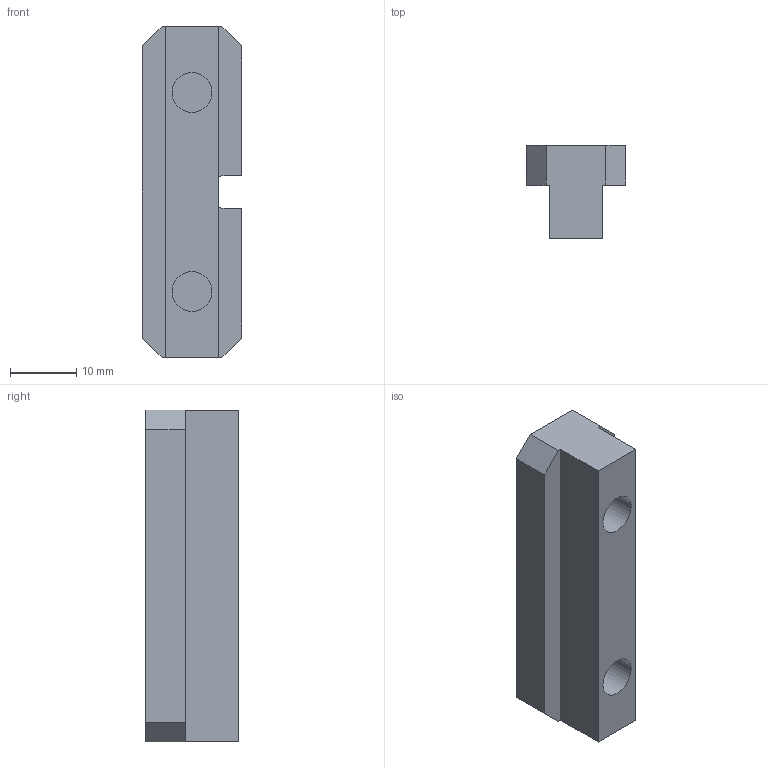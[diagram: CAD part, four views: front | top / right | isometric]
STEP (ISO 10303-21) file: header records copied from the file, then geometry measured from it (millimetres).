
FILE_DESCRIPTION(('STEP AP214'),'1');
FILE_NAME('ce en T.stp','2021-04-23T08:56:18',(' '),(' '),'Spatial InterOp 3D',' ',' ');
FILE_SCHEMA(('AUTOMOTIVE_DESIGN { 1 0 10303 214 1 1 1 1 }'));
Length unit declared in the file: metre
Products named in the file (1): Corps
Bounding box: 15 x 14 x 50 mm (x, y, z)
Volume: 6240 mm3; surface area: 3563.4 mm2
Topology: 1 solids, 3 shells, 32 faces, 88 edges, 60 vertices
Faces by surface type: plane 22, cylinder 6, cone 4
Entity records: 1073 total; most frequent: DIRECTION 184, CARTESIAN_POINT 182, ORIENTED_EDGE 172, EDGE_CURVE 88, AXIS2_PLACEMENT_3D 62, VERTEX_POINT 60, LINE 60, VECTOR 60
